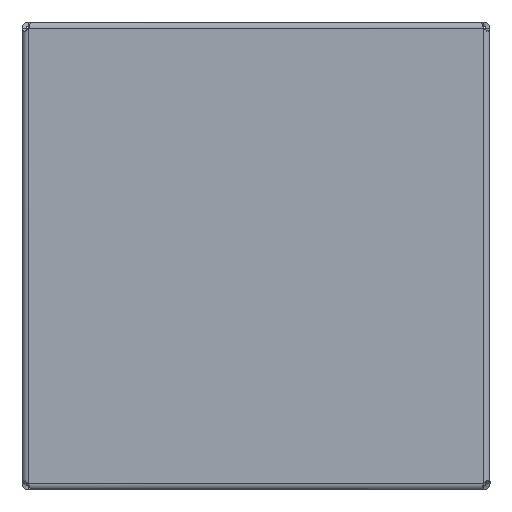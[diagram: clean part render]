
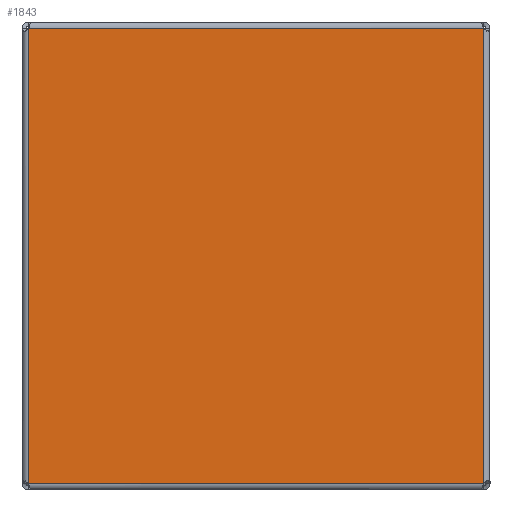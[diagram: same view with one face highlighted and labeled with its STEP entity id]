
A CAD part, front view. The second image highlights one B-rep face of the part: STEP entity #1843.
In plain terms, the highlighted planar face has unit normal (0, -1, 0).
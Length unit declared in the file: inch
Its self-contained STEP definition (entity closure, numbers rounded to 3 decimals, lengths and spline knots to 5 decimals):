
#292 = EDGE_CURVE ( 'NONE', #330, #5536, #1353, .T. ) ;
#330 = VERTEX_POINT ( 'NONE', #3706 ) ;
#717 = VERTEX_POINT ( 'NONE', #3369 ) ;
#1353 = LINE ( 'NONE', #7094, #3642 ) ;
#1390 = DIRECTION ( 'NONE',  ( 0., 0., -1. ) ) ;
#1438 = DIRECTION ( 'NONE',  ( 1., 0., 0. ) ) ;
#1590 = CARTESIAN_POINT ( 'NONE',  ( 5.83352, 0., 0. ) ) ;
#1843 = ADVANCED_FACE ( 'NONE', ( #4357 ), #2463, .T. ) ;
#2050 = CARTESIAN_POINT ( 'NONE',  ( -14.9548, 0., -12.66504 ) ) ;
#2326 = LINE ( 'NONE', #2362, #5282 ) ;
#2362 = CARTESIAN_POINT ( 'NONE',  ( -5.83352, 0., 0. ) ) ;
#2463 = PLANE ( 'NONE',  #7594 ) ;
#2546 = EDGE_CURVE ( 'NONE', #6098, #717, #5526, .T. ) ;
#2713 = DIRECTION ( 'NONE',  ( 0., 0., 1. ) ) ;
#2976 = CARTESIAN_POINT ( 'NONE',  ( -5.83352, 0., -12.66504 ) ) ;
#3267 = EDGE_CURVE ( 'NONE', #717, #330, #5611, .T. ) ;
#3369 = CARTESIAN_POINT ( 'NONE',  ( 5.83352, 0., -12.66504 ) ) ;
#3642 = VECTOR ( 'NONE', #5436, 39.37008 ) ;
#3706 = CARTESIAN_POINT ( 'NONE',  ( 5.83352, 0., -0.99806 ) ) ;
#4272 = EDGE_LOOP ( 'NONE', ( #5029, #5501, #4443, #6007 ) ) ;
#4357 = FACE_OUTER_BOUND ( 'NONE', #4272, .T. ) ;
#4443 = ORIENTED_EDGE ( 'NONE', *, *, #3267, .T. ) ;
#4592 = DIRECTION ( 'NONE',  ( 0., 0., -1. ) ) ;
#4899 = CARTESIAN_POINT ( 'NONE',  ( -14.9548, 0., 0. ) ) ;
#5029 = ORIENTED_EDGE ( 'NONE', *, *, #6027, .T. ) ;
#5197 = VECTOR ( 'NONE', #1438, 39.37008 ) ;
#5282 = VECTOR ( 'NONE', #4592, 39.37008 ) ;
#5436 = DIRECTION ( 'NONE',  ( -1., 0., 0. ) ) ;
#5501 = ORIENTED_EDGE ( 'NONE', *, *, #2546, .T. ) ;
#5526 = LINE ( 'NONE', #2050, #5197 ) ;
#5536 = VERTEX_POINT ( 'NONE', #6300 ) ;
#5611 = LINE ( 'NONE', #1590, #6560 ) ;
#6007 = ORIENTED_EDGE ( 'NONE', *, *, #292, .T. ) ;
#6027 = EDGE_CURVE ( 'NONE', #5536, #6098, #2326, .T. ) ;
#6098 = VERTEX_POINT ( 'NONE', #2976 ) ;
#6300 = CARTESIAN_POINT ( 'NONE',  ( -5.83352, 0., -0.99806 ) ) ;
#6560 = VECTOR ( 'NONE', #2713, 39.37008 ) ;
#6749 = DIRECTION ( 'NONE',  ( 0., -1., 0. ) ) ;
#7094 = CARTESIAN_POINT ( 'NONE',  ( -14.9548, 0., -0.99806 ) ) ;
#7594 = AXIS2_PLACEMENT_3D ( 'NONE', #4899, #6749, #1390 ) ;
